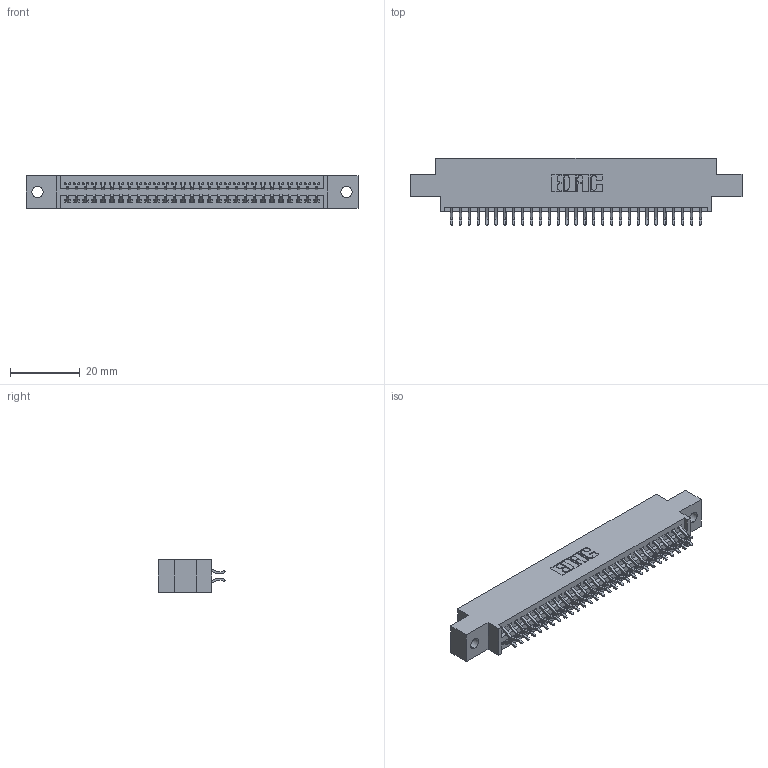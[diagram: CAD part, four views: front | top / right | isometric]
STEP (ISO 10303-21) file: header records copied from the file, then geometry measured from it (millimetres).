
FILE_DESCRIPTION (( 'STEP AP203' ), '1' );
FILE_NAME ('345-058-556-802.STEP', '2018-09-26T16:39:47', ( '' ), ( '' ), 'SwSTEP 2.0', 'SolidWorks 2016', '' );
FILE_SCHEMA (( 'CONFIG_CONTROL_DESIGN' ));
Length unit declared in the file: inch
Products named in the file (3): 345-058-556-802; 345 Part_0.170 Offset - 0.128 Dia; 345-292-001_556 Tail
Assembly tree (59 placements, depth 2):
  345-058-556-802
    345 Part_0.170 Offset - 0.128 Dia
    345-292-001_556 Tail  x58
Bounding box: 94.87 x 19.24 x 9.4 mm (x, y, z)
Volume: 8942.6 mm3; surface area: 12786.9 mm2
Topology: 59 solids, 59 shells, 3378 faces, 10039 edges, 6614 vertices
Faces by surface type: plane 2230, cylinder 1148
Entity records: 24859 total; most frequent: CARTESIAN_POINT 4196, ORIENTED_EDGE 4118, DIRECTION 3703, EDGE_CURVE 2059, LINE 1803, VECTOR 1803, VERTEX_POINT 1370, AXIS2_PLACEMENT_3D 950
